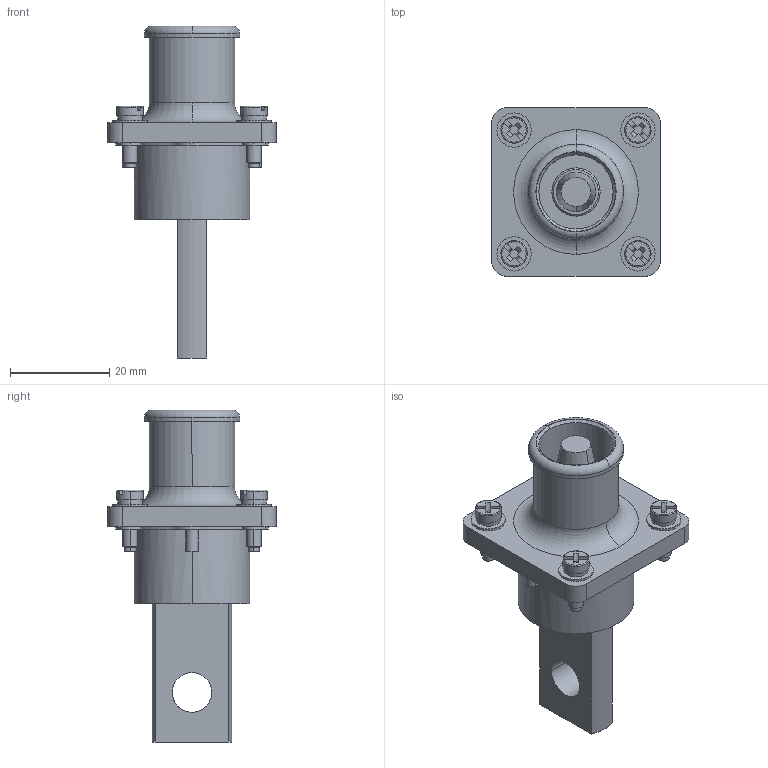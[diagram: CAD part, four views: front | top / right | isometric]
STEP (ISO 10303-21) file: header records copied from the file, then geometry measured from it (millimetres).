
FILE_DESCRIPTION(('Creo Elements/Direct Modeling STEP Export'),'2;1');
FILE_NAME('model.stp','2022-09-20T10:57:58',(''),(''),'Creo Elements/Direct Modeling STEP processor for AP214 (Solid Model)','Creo Elements/Direct Modeling 20.1D 10-Oct-2020 (C) Parametric Technology GmbH','');
FILE_SCHEMA(('AUTOMOTIVE_DESIGN { 1 0 10303 214 1 1 1 1 }'));
Length unit declared in the file: millimetre
Products named in the file (2): ES-FT-BPC-B S 35-70 BK; ES-FT-BPC-B S 35-70 BK-1
Assembly tree (1 placements, depth 2):
  ES-FT-BPC-B S 35-70 BK-1
    ES-FT-BPC-B S 35-70 BK
Bounding box: 34 x 34 x 67 mm (x, y, z)
Volume: 15265.9 mm3; surface area: 9500.5 mm2
Topology: 1 solids, 1 shells, 212 faces, 541 edges, 362 vertices
Faces by surface type: plane 93, cylinder 71, cone 32, torus 12, extrusion 4
Entity records: 9637 total; most frequent: CARTESIAN_POINT 2974, ORIENTED_EDGE 1082, DIRECTION 953, EDGE_CURVE 541, AXIS2_PLACEMENT_3D 365, VERTEX_POINT 362, EDGE_LOOP 245, VECTOR 223
